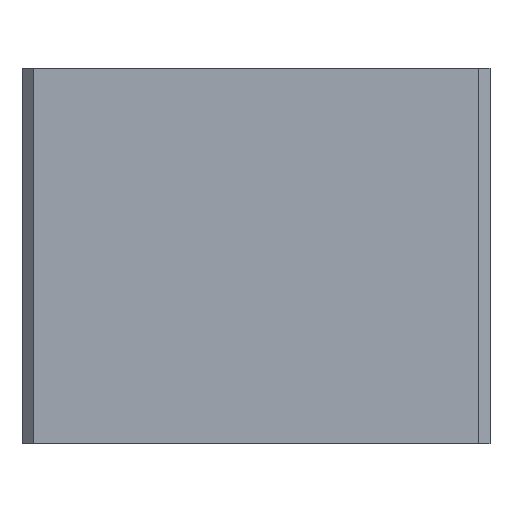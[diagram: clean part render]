
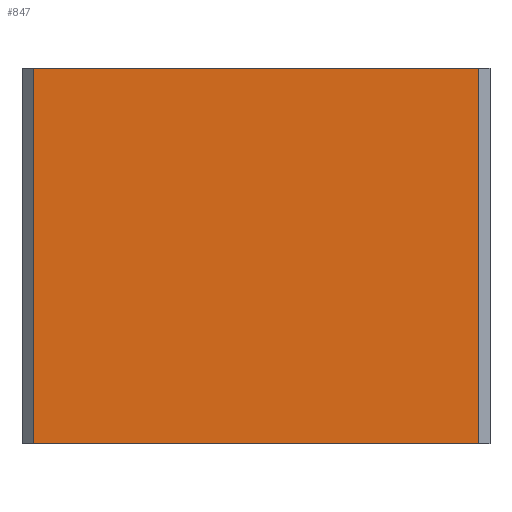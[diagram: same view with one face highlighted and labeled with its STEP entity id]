
A CAD part, front view. The second image highlights one B-rep face of the part: STEP entity #847.
In plain terms, the highlighted planar face has unit normal (0, -1, 0).
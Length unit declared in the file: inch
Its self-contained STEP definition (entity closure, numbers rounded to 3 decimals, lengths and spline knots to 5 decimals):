
#26 = EDGE_CURVE ( 'NONE', #1687, #1828, #991, .T. ) ;
#32 = CARTESIAN_POINT ( 'NONE',  ( 0., 0., 0. ) ) ;
#43 = ORIENTED_EDGE ( 'NONE', *, *, #105, .T. ) ;
#55 = PLANE ( 'NONE',  #266 ) ;
#71 = DIRECTION ( 'NONE',  ( 0., -1., 0. ) ) ;
#91 = EDGE_CURVE ( 'NONE', #859, #1830, #1667, .T. ) ;
#105 = EDGE_CURVE ( 'NONE', #1687, #859, #538, .T. ) ;
#118 = CARTESIAN_POINT ( 'NONE',  ( 1.215, 0., 0. ) ) ;
#162 = VECTOR ( 'NONE', #1414, 39.37008 ) ;
#266 = AXIS2_PLACEMENT_3D ( 'NONE', #348, #71, #1048 ) ;
#348 = CARTESIAN_POINT ( 'NONE',  ( 0., 0., 0. ) ) ;
#422 = DIRECTION ( 'NONE',  ( 1., 0., 0. ) ) ;
#475 = VECTOR ( 'NONE', #938, 39.37008 ) ;
#493 = CARTESIAN_POINT ( 'NONE',  ( 0.03, 0., 0. ) ) ;
#513 = LINE ( 'NONE', #118, #475 ) ;
#538 = LINE ( 'NONE', #987, #1240 ) ;
#645 = CARTESIAN_POINT ( 'NONE',  ( 0.03, 0., 1. ) ) ;
#722 = DIRECTION ( 'NONE',  ( 0., 0., -1. ) ) ;
#847 = ADVANCED_FACE ( 'NONE', ( #1103 ), #55, .T. ) ;
#859 = VERTEX_POINT ( 'NONE', #493 ) ;
#938 = DIRECTION ( 'NONE',  ( 0., 0., 1. ) ) ;
#987 = CARTESIAN_POINT ( 'NONE',  ( 0.03, 0., 0. ) ) ;
#991 = LINE ( 'NONE', #995, #1384 ) ;
#995 = CARTESIAN_POINT ( 'NONE',  ( 0., 0., 1. ) ) ;
#1048 = DIRECTION ( 'NONE',  ( 0., 0., -1. ) ) ;
#1103 = FACE_OUTER_BOUND ( 'NONE', #1321, .T. ) ;
#1224 = ORIENTED_EDGE ( 'NONE', *, *, #91, .T. ) ;
#1240 = VECTOR ( 'NONE', #722, 39.37008 ) ;
#1321 = EDGE_LOOP ( 'NONE', ( #1535, #43, #1224, #1601 ) ) ;
#1372 = EDGE_CURVE ( 'NONE', #1830, #1828, #513, .T. ) ;
#1384 = VECTOR ( 'NONE', #422, 39.37008 ) ;
#1414 = DIRECTION ( 'NONE',  ( 1., 0., 0. ) ) ;
#1535 = ORIENTED_EDGE ( 'NONE', *, *, #26, .F. ) ;
#1601 = ORIENTED_EDGE ( 'NONE', *, *, #1372, .T. ) ;
#1667 = LINE ( 'NONE', #32, #162 ) ;
#1687 = VERTEX_POINT ( 'NONE', #645 ) ;
#1715 = CARTESIAN_POINT ( 'NONE',  ( 1.215, 0., 0. ) ) ;
#1729 = CARTESIAN_POINT ( 'NONE',  ( 1.215, 0., 1. ) ) ;
#1828 = VERTEX_POINT ( 'NONE', #1729 ) ;
#1830 = VERTEX_POINT ( 'NONE', #1715 ) ;
